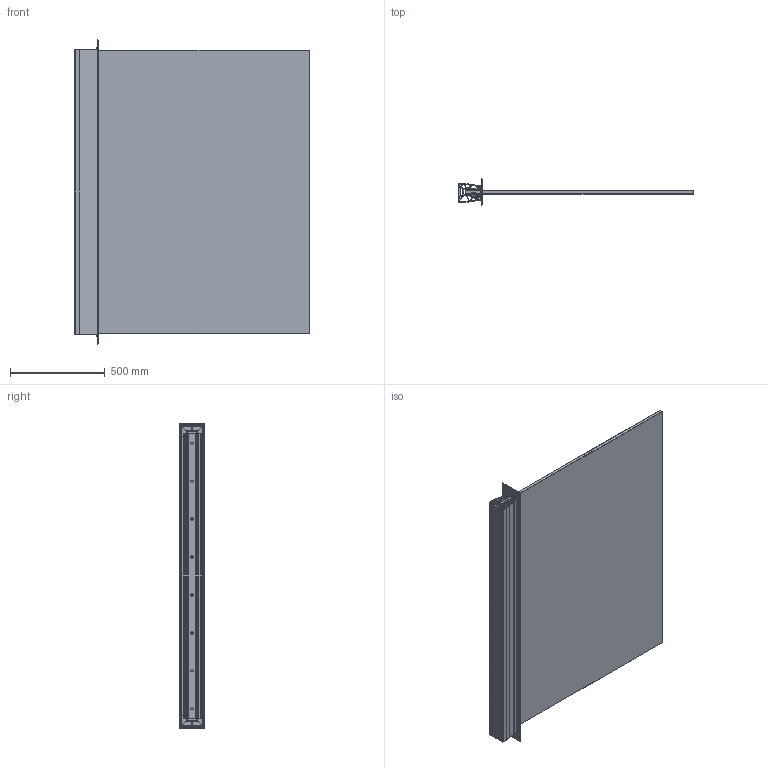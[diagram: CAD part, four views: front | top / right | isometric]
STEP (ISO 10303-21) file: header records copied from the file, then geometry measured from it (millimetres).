
FILE_DESCRIPTION (( 'STEP AP214' ), '1' );
FILE_NAME ('AL_PR7-1500-N-E-SET3.STEP', '2024-07-31T11:15:18', ( '' ), ( '' ), 'SwSTEP 2.0', 'SolidWorks 2019', '' );
FILE_SCHEMA (( 'AUTOMOTIVE_DESIGN' ));
Length unit declared in the file: millimetre
Products named in the file (17): A19_23x24-LED-PVC-Zaklap.difuzor-1500; zostava-skrutka-klin_skupina; AL_PR7-1500-N-E-SET3; AL_PR7-1-135-N-E; A19_PR7-3-017-03.0_Default sklo16,76; AL_PR7-1-1606-N-E; GS_16,76-120x150-2G_16,76; DIN 934_MATICA M 6; A19_PR7-1; AL_PR7-1500-N-E; A_PR7-1; DIN 913_SKRUTKA M 6X35
Assembly tree (40 placements, depth 3):
  AL_PR7-1500-N-E-SET3
    AL_PR7-1500-N-E
    A19_23x24-LED-PVC-Zaklap.difuzor-1500
    A19_PR7-3-017-03.0_Default sklo16,76  x2
    GS_16,76-120x150-2G_16,76
    A19_PR7-1
    DIN 934_MATICA M 6
    DIN 913_SKRUTKA M 6X35
    zostava-skrutka-klin_skupina
      A19_PR7-1
      DIN 934_MATICA M 6
      DIN 913_SKRUTKA M 6X35
    zostava-skrutka-klin_skupina
      A19_PR7-1
      DIN 934_MATICA M 6
      DIN 913_SKRUTKA M 6X35
    zostava-skrutka-klin_skupina
      A19_PR7-1
      DIN 934_MATICA M 6
      DIN 913_SKRUTKA M 6X35
    zostava-skrutka-klin_skupina
      A19_PR7-1
      DIN 934_MATICA M 6
      DIN 913_SKRUTKA M 6X35
    zostava-skrutka-klin_skupina
      A19_PR7-1
      DIN 934_MATICA M 6
      DIN 913_SKRUTKA M 6X35
    zostava-skrutka-klin_skupina
      A19_PR7-1
      DIN 934_MATICA M 6
      DIN 913_SKRUTKA M 6X35
    AL_PR7-1-1606-N-E  x2
    AL_PR7-1-135-N-E  x2
    A_PR7-1  x4
Bounding box: 1238.75 x 134.74 x 1605.74 mm (x, y, z)
Volume: 35157474.4 mm3; surface area: 7062369.6 mm2
Topology: 34 solids, 34 shells, 4721 faces, 12956 edges, 8322 vertices
Faces by surface type: plane 2821, cylinder 1046, bspline 714, cone 140
Entity records: 107271 total; most frequent: CARTESIAN_POINT 71509, ORIENTED_EDGE 8020, DIRECTION 6634, EDGE_CURVE 4010, VERTEX_POINT 2626, VECTOR 2532, LINE 2532, AXIS2_PLACEMENT_3D 2051
